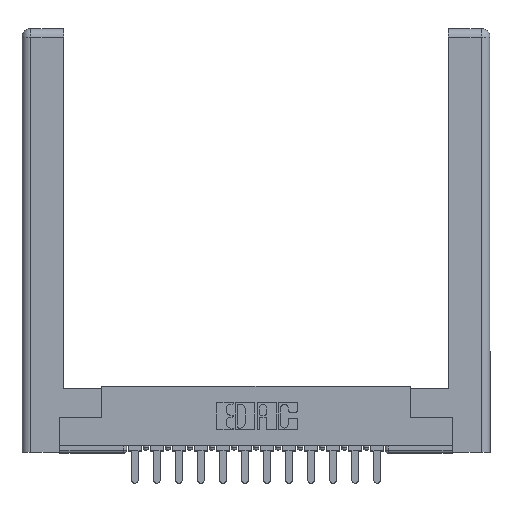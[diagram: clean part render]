
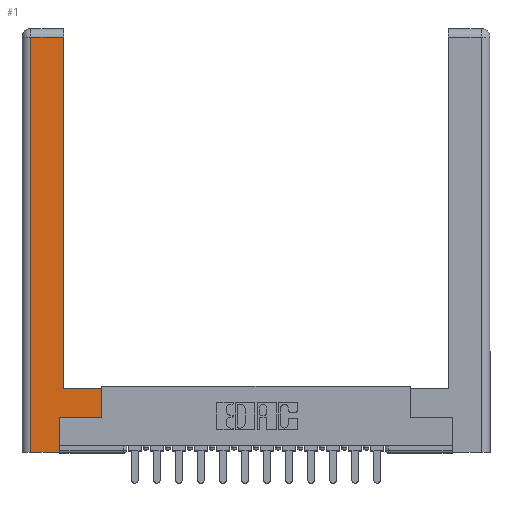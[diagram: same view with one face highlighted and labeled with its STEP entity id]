
A CAD part, top view. The second image highlights one B-rep face of the part: STEP entity #1.
In plain terms, the highlighted planar face has unit normal (0, 0, 1).
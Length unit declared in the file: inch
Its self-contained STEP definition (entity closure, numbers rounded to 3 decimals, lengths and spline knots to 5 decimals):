
#1 = ADVANCED_FACE ( 'NONE', ( #3674 ), #12157, .F. ) ;
#678 = CARTESIAN_POINT ( 'NONE',  ( 0.295, 3., 0. ) ) ;
#809 = ORIENTED_EDGE ( 'NONE', *, *, #7726, .T. ) ;
#1598 = VECTOR ( 'NONE', #7956, 39.37008 ) ;
#1727 = VERTEX_POINT ( 'NONE', #15512 ) ;
#1927 = VECTOR ( 'NONE', #2344, 39.37008 ) ;
#2238 = LINE ( 'NONE', #7618, #9786 ) ;
#2291 = CARTESIAN_POINT ( 'NONE',  ( 0.295, 2.94, 0. ) ) ;
#2344 = DIRECTION ( 'NONE',  ( 0., 1., 0. ) ) ;
#2432 = CARTESIAN_POINT ( 'NONE',  ( 0.0615, 0., 0. ) ) ;
#2758 = VECTOR ( 'NONE', #9027, 39.37008 ) ;
#2793 = VERTEX_POINT ( 'NONE', #12966 ) ;
#2847 = VECTOR ( 'NONE', #4074, 39.37008 ) ;
#2956 = LINE ( 'NONE', #17045, #2758 ) ;
#3218 = ORIENTED_EDGE ( 'NONE', *, *, #15411, .T. ) ;
#3295 = DIRECTION ( 'NONE',  ( 0., 1., 0. ) ) ;
#3570 = DIRECTION ( 'NONE',  ( -1., 0., 0. ) ) ;
#3674 = FACE_OUTER_BOUND ( 'NONE', #14586, .T. ) ;
#4040 = VERTEX_POINT ( 'NONE', #10135 ) ;
#4074 = DIRECTION ( 'NONE',  ( -1., 0., 0. ) ) ;
#4118 = LINE ( 'NONE', #9128, #1598 ) ;
#4125 = CARTESIAN_POINT ( 'NONE',  ( 0., 0., 0. ) ) ;
#4190 = VERTEX_POINT ( 'NONE', #15783 ) ;
#4663 = VECTOR ( 'NONE', #3570, 39.37008 ) ;
#4710 = VERTEX_POINT ( 'NONE', #13165 ) ;
#5561 = VERTEX_POINT ( 'NONE', #2432 ) ;
#5899 = LINE ( 'NONE', #14443, #1927 ) ;
#6312 = CARTESIAN_POINT ( 'NONE',  ( 0.0615, 2.94, 0. ) ) ;
#7618 = CARTESIAN_POINT ( 'NONE',  ( 0.0615, 0., 0. ) ) ;
#7628 = EDGE_CURVE ( 'NONE', #16054, #4040, #15852, .T. ) ;
#7726 = EDGE_CURVE ( 'NONE', #1727, #4710, #12292, .T. ) ;
#7956 = DIRECTION ( 'NONE',  ( 0., 1., 0. ) ) ;
#8025 = VERTEX_POINT ( 'NONE', #2291 ) ;
#8332 = DIRECTION ( 'NONE',  ( 1., 0., 0. ) ) ;
#8430 = AXIS2_PLACEMENT_3D ( 'NONE', #4125, #13486, #10881 ) ;
#8539 = EDGE_CURVE ( 'NONE', #2793, #5561, #2238, .T. ) ;
#8652 = EDGE_CURVE ( 'NONE', #4710, #16054, #4118, .T. ) ;
#9027 = DIRECTION ( 'NONE',  ( 1., 0., 0. ) ) ;
#9128 = CARTESIAN_POINT ( 'NONE',  ( 0.565, 0.45, 0. ) ) ;
#9786 = VECTOR ( 'NONE', #13055, 39.37008 ) ;
#10135 = CARTESIAN_POINT ( 'NONE',  ( 0.295, 0.45, 0. ) ) ;
#10361 = CARTESIAN_POINT ( 'NONE',  ( 0.565, 0.45, 0. ) ) ;
#10718 = ORIENTED_EDGE ( 'NONE', *, *, #7628, .T. ) ;
#10881 = DIRECTION ( 'NONE',  ( -1., 0., 0. ) ) ;
#11018 = EDGE_CURVE ( 'NONE', #8025, #2793, #11587, .T. ) ;
#11051 = CARTESIAN_POINT ( 'NONE',  ( 0.565, 0.245, 0. ) ) ;
#11407 = VECTOR ( 'NONE', #3295, 39.37008 ) ;
#11587 = LINE ( 'NONE', #6312, #4663 ) ;
#12020 = LINE ( 'NONE', #678, #11407 ) ;
#12157 = PLANE ( 'NONE',  #8430 ) ;
#12292 = LINE ( 'NONE', #11051, #13974 ) ;
#12934 = ORIENTED_EDGE ( 'NONE', *, *, #15463, .T. ) ;
#12966 = CARTESIAN_POINT ( 'NONE',  ( 0.0615, 2.94, 0. ) ) ;
#13055 = DIRECTION ( 'NONE',  ( 0., -1., 0. ) ) ;
#13165 = CARTESIAN_POINT ( 'NONE',  ( 0.565, 0.245, 0. ) ) ;
#13486 = DIRECTION ( 'NONE',  ( 0., 0., -1. ) ) ;
#13971 = ORIENTED_EDGE ( 'NONE', *, *, #11018, .T. ) ;
#13974 = VECTOR ( 'NONE', #8332, 39.37008 ) ;
#14443 = CARTESIAN_POINT ( 'NONE',  ( 0.265, 0.245, 0. ) ) ;
#14568 = ORIENTED_EDGE ( 'NONE', *, *, #8539, .T. ) ;
#14586 = EDGE_LOOP ( 'NONE', ( #15597, #13971, #14568, #3218, #12934, #809, #15545, #10718 ) ) ;
#14653 = CARTESIAN_POINT ( 'NONE',  ( 0.295, 0.45, 0. ) ) ;
#14659 = EDGE_CURVE ( 'NONE', #4040, #8025, #12020, .T. ) ;
#15411 = EDGE_CURVE ( 'NONE', #5561, #4190, #2956, .T. ) ;
#15463 = EDGE_CURVE ( 'NONE', #4190, #1727, #5899, .T. ) ;
#15512 = CARTESIAN_POINT ( 'NONE',  ( 0.265, 0.245, 0. ) ) ;
#15545 = ORIENTED_EDGE ( 'NONE', *, *, #8652, .T. ) ;
#15597 = ORIENTED_EDGE ( 'NONE', *, *, #14659, .T. ) ;
#15783 = CARTESIAN_POINT ( 'NONE',  ( 0.265, 0., 0. ) ) ;
#15852 = LINE ( 'NONE', #14653, #2847 ) ;
#16054 = VERTEX_POINT ( 'NONE', #10361 ) ;
#17045 = CARTESIAN_POINT ( 'NONE',  ( 0.265, 0., 0. ) ) ;
